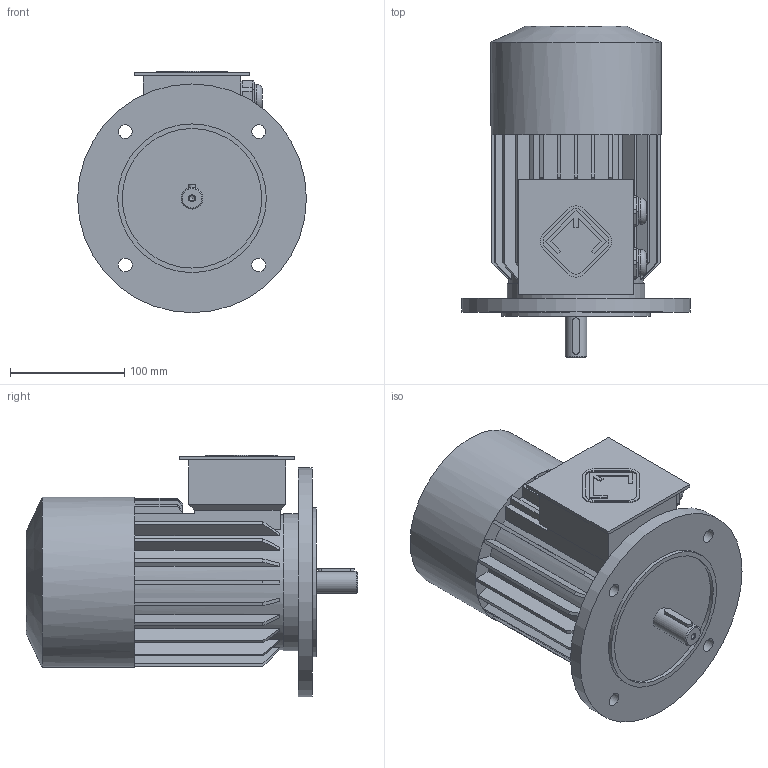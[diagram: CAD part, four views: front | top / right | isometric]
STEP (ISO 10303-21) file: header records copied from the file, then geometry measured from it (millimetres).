
FILE_DESCRIPTION(/* description */ ('Unknown'),/* implementation_level */ '2;1');
FILE_NAME(/* name */ 'AIS80_В5',/* time_stamp */ '2021-03-23T11:36:20+03:00',/* author */ ('Unknown'),/* organization */ ('Unknown'),/* preprocessor_version */ 'ST-DEVELOPER v16',/* originating_system */ 'DEX',/* authorisation */ $);
FILE_SCHEMA (('AUTOMOTIVE_DESIGN {1 0 10303 214 3 1 1}'));
Length unit declared in the file: millimetre
Products named in the file (1): AIS80_ﾂ5
Bounding box: 200 x 290 x 211 mm (x, y, z)
Volume: 4063956.9 mm3; surface area: 282871.8 mm2
Topology: 1 solids, 1 shells, 240 faces, 661 edges, 435 vertices
Faces by surface type: plane 159, cylinder 51, cone 28, torus 2
Full cylindrical faces by diameter (mm): 4.917 x2, 12 x4, 19 x1, 23.257 x2, 29.5 x2, 118 x1, 120 x1, 122 x1, 130 x1, 149 x1, 200 x1
Entity records: 9318 total; most frequent: CARTESIAN_POINT 1612, DIRECTION 1243, ORIENTED_EDGE 1238, EDGE_CURVE 619, AXIS2_PLACEMENT_3D 433, VERTEX_POINT 418, LINE 377, VECTOR 377
